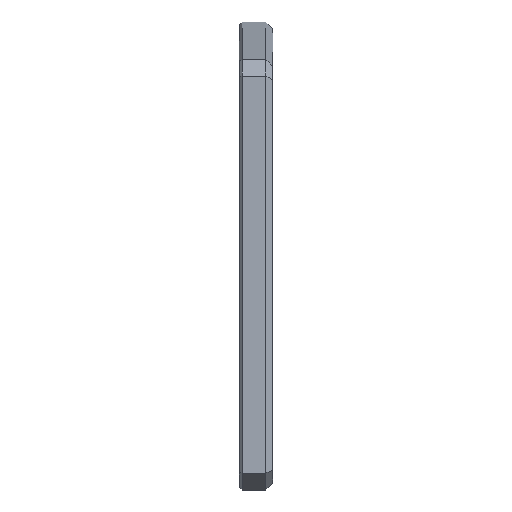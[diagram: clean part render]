
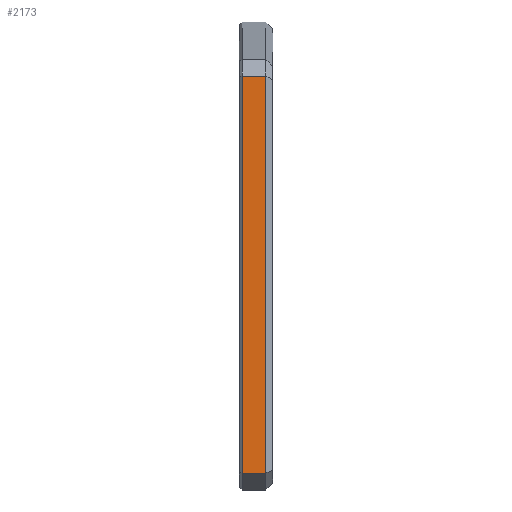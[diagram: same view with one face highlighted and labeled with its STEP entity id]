
A CAD part, front view. The second image highlights one B-rep face of the part: STEP entity #2173.
In plain terms, the highlighted planar face has unit normal (0, -1, 0).
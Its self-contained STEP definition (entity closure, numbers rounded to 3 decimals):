
#162=PLANE('',#2410);
#249=FACE_OUTER_BOUND('',#442,.T.);
#442=EDGE_LOOP('',(#1773,#1774,#1775,#1776));
#603=LINE('',#3549,#772);
#608=LINE('',#3559,#777);
#613=LINE('',#3569,#782);
#614=LINE('',#3570,#783);
#772=VECTOR('',#2872,10.);
#777=VECTOR('',#2881,10.);
#782=VECTOR('',#2892,10.);
#783=VECTOR('',#2893,10.);
#1130=VERTEX_POINT('',#3545);
#1131=VERTEX_POINT('',#3547);
#1133=VERTEX_POINT('',#3555);
#1134=VERTEX_POINT('',#3557);
#1356=EDGE_CURVE('',#1130,#1131,#603,.T.);
#1361=EDGE_CURVE('',#1133,#1134,#608,.T.);
#1366=EDGE_CURVE('',#1131,#1133,#613,.F.);
#1367=EDGE_CURVE('',#1130,#1134,#614,.T.);
#1773=ORIENTED_EDGE('',*,*,#1356,.T.);
#1774=ORIENTED_EDGE('',*,*,#1366,.T.);
#1775=ORIENTED_EDGE('',*,*,#1361,.T.);
#1776=ORIENTED_EDGE('',*,*,#1367,.F.);
#2173=ADVANCED_FACE('',(#249),#162,.F.);
#2410=AXIS2_PLACEMENT_3D('',#3568,#2890,#2891);
#2872=DIRECTION('',(0.,0.,-1.));
#2881=DIRECTION('',(0.,0.,1.));
#2890=DIRECTION('center_axis',(0.,1.,0.));
#2891=DIRECTION('ref_axis',(0.,0.,1.));
#2892=DIRECTION('',(-1.,0.,0.));
#2893=DIRECTION('',(1.,0.,0.));
#3545=CARTESIAN_POINT('',(700.,3.798,241.64));
#3547=CARTESIAN_POINT('',(700.,3.798,98.64));
#3549=CARTESIAN_POINT('',(700.,3.798,138.515));
#3555=CARTESIAN_POINT('',(708.5,3.798,98.64));
#3557=CARTESIAN_POINT('',(708.5,3.798,241.64));
#3559=CARTESIAN_POINT('',(708.5,3.798,138.515));
#3568=CARTESIAN_POINT('Origin',(699.,3.798,100.14));
#3569=CARTESIAN_POINT('',(699.,3.798,98.64));
#3570=CARTESIAN_POINT('',(699.,3.798,241.64));
